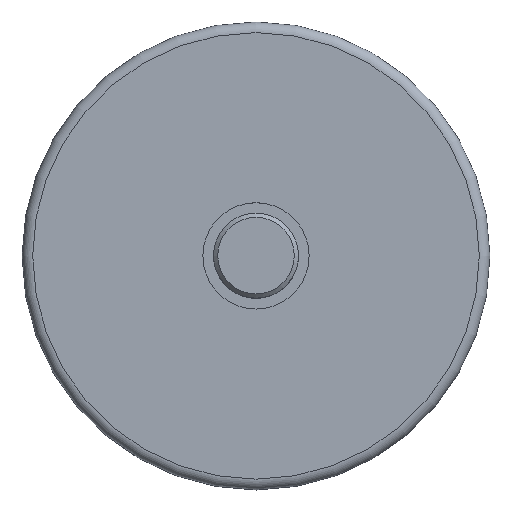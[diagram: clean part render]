
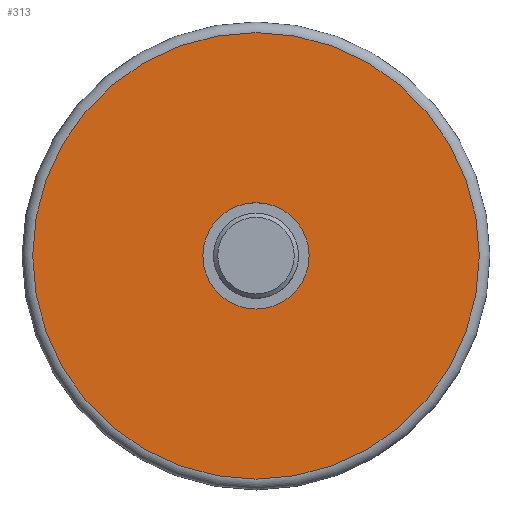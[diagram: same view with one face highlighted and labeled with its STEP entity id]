
A CAD part, top view. The second image highlights one B-rep face of the part: STEP entity #313.
In plain terms, the highlighted planar face has unit normal (0, 0, 1).
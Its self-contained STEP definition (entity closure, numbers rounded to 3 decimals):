
#61=FACE_BOUND('',#116,.T.);
#71=PLANE('',#439);
#95=FACE_OUTER_BOUND('',#115,.T.);
#115=EDGE_LOOP('',(#291,#292));
#116=EDGE_LOOP('',(#293));
#150=CIRCLE('',#420,2.5);
#159=CIRCLE('',#436,10.5);
#161=CIRCLE('',#438,10.5);
#179=VERTEX_POINT('',#622);
#187=VERTEX_POINT('',#649);
#188=VERTEX_POINT('',#650);
#209=EDGE_CURVE('',#179,#179,#150,.T.);
#221=EDGE_CURVE('',#187,#188,#159,.T.);
#223=EDGE_CURVE('',#188,#187,#161,.T.);
#291=ORIENTED_EDGE('',*,*,#221,.F.);
#292=ORIENTED_EDGE('',*,*,#223,.F.);
#293=ORIENTED_EDGE('',*,*,#209,.T.);
#313=ADVANCED_FACE('',(#95,#61),#71,.T.);
#420=AXIS2_PLACEMENT_3D('',#623,#510,#511);
#436=AXIS2_PLACEMENT_3D('',#651,#545,#546);
#438=AXIS2_PLACEMENT_3D('',#653,#549,#550);
#439=AXIS2_PLACEMENT_3D('',#654,#551,#552);
#510=DIRECTION('center_axis',(0.,0.,-1.));
#511=DIRECTION('ref_axis',(-1.,0.,0.));
#545=DIRECTION('center_axis',(0.,0.,-1.));
#546=DIRECTION('ref_axis',(-1.,0.,0.));
#549=DIRECTION('center_axis',(0.,0.,-1.));
#550=DIRECTION('ref_axis',(-1.,0.,0.));
#551=DIRECTION('center_axis',(0.,0.,1.));
#552=DIRECTION('ref_axis',(1.,0.,0.));
#622=CARTESIAN_POINT('',(2.5,0.,3.));
#623=CARTESIAN_POINT('Origin',(0.,0.,3.));
#649=CARTESIAN_POINT('',(10.5,0.,3.));
#650=CARTESIAN_POINT('',(-10.5,0.,3.));
#651=CARTESIAN_POINT('Origin',(0.,0.,3.));
#653=CARTESIAN_POINT('Origin',(0.,0.,3.));
#654=CARTESIAN_POINT('Origin',(0.,0.,3.));
